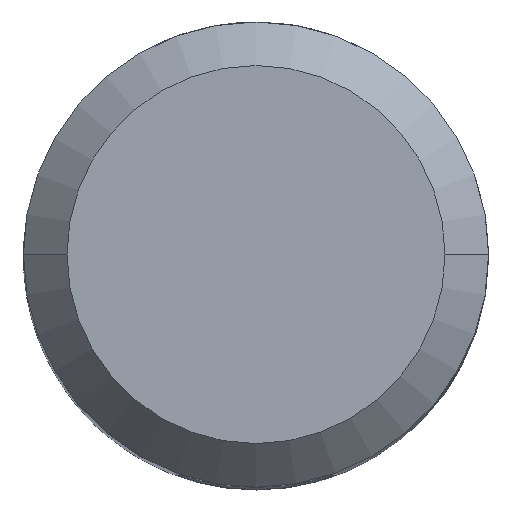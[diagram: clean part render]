
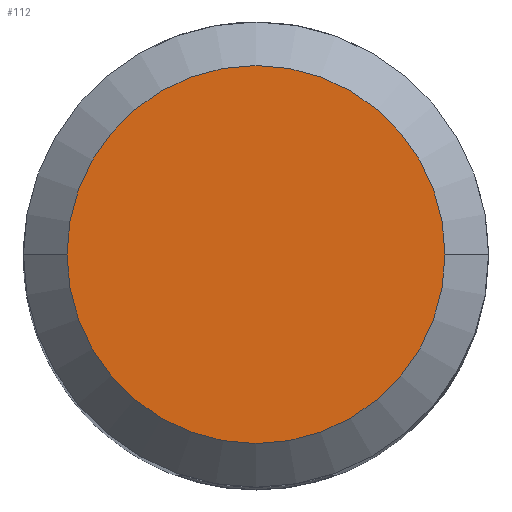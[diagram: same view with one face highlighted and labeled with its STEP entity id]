
A CAD part, top view. The second image highlights one B-rep face of the part: STEP entity #112.
In plain terms, the highlighted planar face has unit normal (0, 0, 1).
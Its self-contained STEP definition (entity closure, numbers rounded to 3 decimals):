
#112=ADVANCED_FACE('',(#144),#129,.F.);
#129=PLANE('',#445);
#144=FACE_OUTER_BOUND('',#169,.T.);
#169=EDGE_LOOP('',(#230,#231));
#230=ORIENTED_EDGE('',*,*,#332,.F.);
#231=ORIENTED_EDGE('',*,*,#356,.F.);
#297=VERTEX_POINT('',#621);
#298=VERTEX_POINT('',#622);
#332=EDGE_CURVE('',#297,#298,#379,.T.);
#356=EDGE_CURVE('',#298,#297,#384,.T.);
#379=CIRCLE('',#432,6.5);
#384=CIRCLE('',#443,6.5);
#432=AXIS2_PLACEMENT_3D('',#620,#491,#492);
#443=AXIS2_PLACEMENT_3D('',#696,#523,#524);
#445=AXIS2_PLACEMENT_3D('',#698,#527,#528);
#491=DIRECTION('',(0.,0.,-1.));
#492=DIRECTION('',(-1.,0.,0.));
#523=DIRECTION('',(0.,0.,-1.));
#524=DIRECTION('',(-1.,0.,0.));
#527=DIRECTION('',(0.,0.,-1.));
#528=DIRECTION('',(-1.,0.,0.));
#620=CARTESIAN_POINT('',(0.,0.,0.));
#621=CARTESIAN_POINT('',(-6.5,0.,0.));
#622=CARTESIAN_POINT('',(6.5,0.,0.));
#696=CARTESIAN_POINT('',(0.,0.,0.));
#698=CARTESIAN_POINT('',(0.,6.5,0.));
